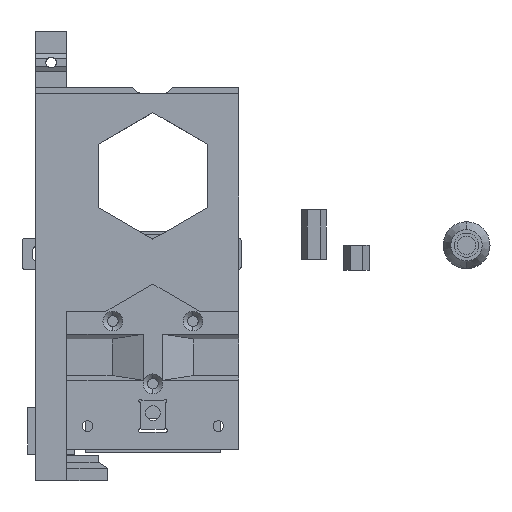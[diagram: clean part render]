
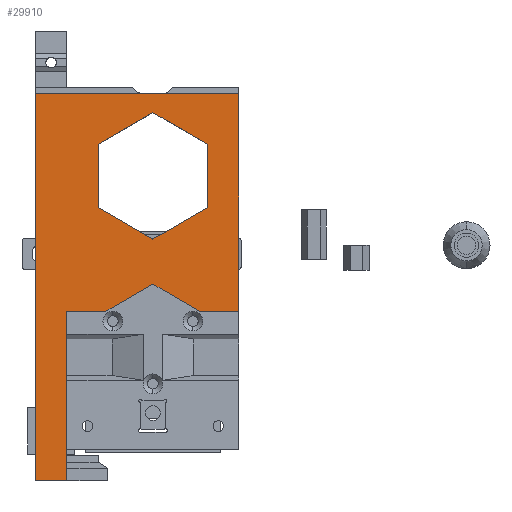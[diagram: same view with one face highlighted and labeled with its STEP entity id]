
A CAD part, front view. The second image highlights one B-rep face of the part: STEP entity #29910.
In plain terms, the highlighted face is planar.
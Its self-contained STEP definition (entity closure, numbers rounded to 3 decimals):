
#340 = CARTESIAN_POINT ( 'NONE',  ( -43.5, 79.85, 65. ) ) ;
#434 = VERTEX_POINT ( 'NONE', #4909 ) ;
#443 = DIRECTION ( 'NONE',  ( 0., -0.5, 0.866 ) ) ;
#660 = CARTESIAN_POINT ( 'NONE',  ( -43.5, -43.75, 0. ) ) ;
#669 = LINE ( 'NONE', #1000, #5215 ) ;
#1000 = CARTESIAN_POINT ( 'NONE',  ( -43.5, 10.41, 10. ) ) ;
#1303 = ORIENTED_EDGE ( 'NONE', *, *, #28774, .T. ) ;
#1338 = CARTESIAN_POINT ( 'NONE',  ( -43.5, 33.75, 10. ) ) ;
#1656 = CARTESIAN_POINT ( 'NONE',  ( -43.5, 19.071, 37.5 ) ) ;
#2234 = EDGE_CURVE ( 'NONE', #29978, #29221, #669, .T. ) ;
#2395 = VECTOR ( 'NONE', #7646, 1000. ) ;
#2575 = VERTEX_POINT ( 'NONE', #22507 ) ;
#2782 = VERTEX_POINT ( 'NONE', #16650 ) ;
#2933 = DIRECTION ( 'NONE',  ( 0., 0.5, -0.866 ) ) ;
#2979 = LINE ( 'NONE', #22758, #20153 ) ;
#3460 = VECTOR ( 'NONE', #443, 1000. ) ;
#3756 = CARTESIAN_POINT ( 'NONE',  ( -43.5, 43.539, 55. ) ) ;
#4307 = LINE ( 'NONE', #26975, #12348 ) ;
#4525 = VERTEX_POINT ( 'NONE', #13026 ) ;
#4880 = VERTEX_POINT ( 'NONE', #1656 ) ;
#4909 = CARTESIAN_POINT ( 'NONE',  ( -43.5, 79.85, 65. ) ) ;
#5058 = LINE ( 'NONE', #7797, #2395 ) ;
#5199 = CARTESIAN_POINT ( 'NONE',  ( -43.5, 10.41, 52.5 ) ) ;
#5215 = VECTOR ( 'NONE', #5705, 1000. ) ;
#5470 = DIRECTION ( 'NONE',  ( 0., 0.5, 0.866 ) ) ;
#5569 = VECTOR ( 'NONE', #12915, 1000. ) ;
#5705 = DIRECTION ( 'NONE',  ( 0., 0., 1. ) ) ;
#6099 = DIRECTION ( 'NONE',  ( 0., -0.5, 0.866 ) ) ;
#6384 = DIRECTION ( 'NONE',  ( 0., -0.5, -0.866 ) ) ;
#6598 = EDGE_CURVE ( 'NONE', #2782, #11104, #25220, .T. ) ;
#6738 = LINE ( 'NONE', #14670, #14075 ) ;
#7178 = VERTEX_POINT ( 'NONE', #23722 ) ;
#7646 = DIRECTION ( 'NONE',  ( 0., 1., 0. ) ) ;
#7797 = CARTESIAN_POINT ( 'NONE',  ( -43.5, 43.539, 20. ) ) ;
#8050 = CARTESIAN_POINT ( 'NONE',  ( -43.5, 10.41, 22.5 ) ) ;
#8637 = EDGE_CURVE ( 'NONE', #27942, #2575, #5058, .T. ) ;
#9083 = VECTOR ( 'NONE', #5470, 1000. ) ;
#9119 = ORIENTED_EDGE ( 'NONE', *, *, #21661, .T. ) ;
#9461 = VECTOR ( 'NONE', #25810, 1000. ) ;
#9549 = CARTESIAN_POINT ( 'NONE',  ( -43.5, 10.41, 10. ) ) ;
#10389 = ORIENTED_EDGE ( 'NONE', *, *, #29761, .T. ) ;
#10809 = LINE ( 'NONE', #8050, #9083 ) ;
#11104 = VERTEX_POINT ( 'NONE', #660 ) ;
#11575 = EDGE_LOOP ( 'NONE', ( #29372, #1303, #18099, #31194, #17420, #23868 ) ) ;
#11624 = VECTOR ( 'NONE', #6384, 1000. ) ;
#11744 = CARTESIAN_POINT ( 'NONE',  ( -43.5, 43.539, 55. ) ) ;
#11776 = CARTESIAN_POINT ( 'NONE',  ( -43.5, 63.746, 20. ) ) ;
#11897 = LINE ( 'NONE', #11744, #11624 ) ;
#12348 = VECTOR ( 'NONE', #2933, 1000. ) ;
#12915 = DIRECTION ( 'NONE',  ( 0., 0., -1. ) ) ;
#13018 = VECTOR ( 'NONE', #21653, 1000. ) ;
#13026 = CARTESIAN_POINT ( 'NONE',  ( -43.5, 79.85, 0. ) ) ;
#14075 = VECTOR ( 'NONE', #31858, 1000. ) ;
#14301 = EDGE_CURVE ( 'NONE', #15449, #27942, #4307, .T. ) ;
#14389 = EDGE_LOOP ( 'NONE', ( #31190, #27362, #9119, #26641, #20924, #30654, #17210, #21461, #10389 ) ) ;
#14670 = CARTESIAN_POINT ( 'NONE',  ( -43.5, 63.746, 55. ) ) ;
#15167 = AXIS2_PLACEMENT_3D ( 'NONE', #1338, #24028, #26445 ) ;
#15449 = VERTEX_POINT ( 'NONE', #21331 ) ;
#15688 = EDGE_CURVE ( 'NONE', #2782, #31676, #2979, .T. ) ;
#16323 = CARTESIAN_POINT ( 'NONE',  ( -43.5, 79.85, 10. ) ) ;
#16548 = EDGE_CURVE ( 'NONE', #434, #4525, #18597, .T. ) ;
#16650 = CARTESIAN_POINT ( 'NONE',  ( -43.5, -43.75, 10. ) ) ;
#17210 = ORIENTED_EDGE ( 'NONE', *, *, #27984, .F. ) ;
#17420 = ORIENTED_EDGE ( 'NONE', *, *, #21686, .T. ) ;
#18099 = ORIENTED_EDGE ( 'NONE', *, *, #28482, .T. ) ;
#18369 = CARTESIAN_POINT ( 'NONE',  ( -43.5, 33.75, 0. ) ) ;
#18597 = LINE ( 'NONE', #16323, #23954 ) ;
#18741 = LINE ( 'NONE', #25860, #28025 ) ;
#19497 = LINE ( 'NONE', #340, #23943 ) ;
#20153 = VECTOR ( 'NONE', #27786, 1000. ) ;
#20924 = ORIENTED_EDGE ( 'NONE', *, *, #24058, .T. ) ;
#21331 = CARTESIAN_POINT ( 'NONE',  ( -43.5, 33.435, 37.5 ) ) ;
#21461 = ORIENTED_EDGE ( 'NONE', *, *, #16548, .T. ) ;
#21653 = DIRECTION ( 'NONE',  ( 0., 0.5, 0.866 ) ) ;
#21661 = EDGE_CURVE ( 'NONE', #31676, #25735, #25830, .T. ) ;
#21686 = EDGE_CURVE ( 'NONE', #22012, #15449, #11897, .T. ) ;
#22012 = VERTEX_POINT ( 'NONE', #3756 ) ;
#22391 = DIRECTION ( 'NONE',  ( 0., -1., 0. ) ) ;
#22507 = CARTESIAN_POINT ( 'NONE',  ( -43.5, 63.746, 20. ) ) ;
#22758 = CARTESIAN_POINT ( 'NONE',  ( -43.5, 10.41, 10. ) ) ;
#22806 = CARTESIAN_POINT ( 'NONE',  ( -43.5, 19.071, 37.5 ) ) ;
#22869 = EDGE_CURVE ( 'NONE', #25735, #4880, #10809, .T. ) ;
#23118 = DIRECTION ( 'NONE',  ( 0., 0., -1. ) ) ;
#23220 = LINE ( 'NONE', #18369, #9461 ) ;
#23398 = DIRECTION ( 'NONE',  ( 0., 0., 1. ) ) ;
#23722 = CARTESIAN_POINT ( 'NONE',  ( -43.5, 73.85, 37.5 ) ) ;
#23868 = ORIENTED_EDGE ( 'NONE', *, *, #14301, .T. ) ;
#23943 = VECTOR ( 'NONE', #22391, 1000. ) ;
#23954 = VECTOR ( 'NONE', #23118, 1000. ) ;
#24028 = DIRECTION ( 'NONE',  ( 1., 0., 0. ) ) ;
#24058 = EDGE_CURVE ( 'NONE', #4880, #29978, #30104, .T. ) ;
#24982 = CARTESIAN_POINT ( 'NONE',  ( -43.5, 10.41, 65. ) ) ;
#25220 = LINE ( 'NONE', #32052, #5569 ) ;
#25735 = VERTEX_POINT ( 'NONE', #26218 ) ;
#25810 = DIRECTION ( 'NONE',  ( 0., -1., 0. ) ) ;
#25830 = LINE ( 'NONE', #27943, #27125 ) ;
#25860 = CARTESIAN_POINT ( 'NONE',  ( -43.5, 73.85, 37.5 ) ) ;
#26218 = CARTESIAN_POINT ( 'NONE',  ( -43.5, 10.41, 22.5 ) ) ;
#26445 = DIRECTION ( 'NONE',  ( 0., 1., 0. ) ) ;
#26641 = ORIENTED_EDGE ( 'NONE', *, *, #22869, .T. ) ;
#26975 = CARTESIAN_POINT ( 'NONE',  ( -43.5, 33.435, 37.5 ) ) ;
#27125 = VECTOR ( 'NONE', #23398, 1000. ) ;
#27177 = CARTESIAN_POINT ( 'NONE',  ( -43.5, 63.746, 55. ) ) ;
#27362 = ORIENTED_EDGE ( 'NONE', *, *, #15688, .T. ) ;
#27786 = DIRECTION ( 'NONE',  ( 0., 1., 0. ) ) ;
#27942 = VERTEX_POINT ( 'NONE', #31647 ) ;
#27943 = CARTESIAN_POINT ( 'NONE',  ( -43.5, 10.41, 10. ) ) ;
#27984 = EDGE_CURVE ( 'NONE', #434, #29221, #19497, .T. ) ;
#28025 = VECTOR ( 'NONE', #6099, 1000. ) ;
#28482 = EDGE_CURVE ( 'NONE', #7178, #32041, #18741, .T. ) ;
#28677 = EDGE_CURVE ( 'NONE', #32041, #22012, #6738, .T. ) ;
#28739 = PLANE ( 'NONE',  #15167 ) ;
#28774 = EDGE_CURVE ( 'NONE', #2575, #7178, #31385, .T. ) ;
#29221 = VERTEX_POINT ( 'NONE', #24982 ) ;
#29372 = ORIENTED_EDGE ( 'NONE', *, *, #8637, .T. ) ;
#29761 = EDGE_CURVE ( 'NONE', #4525, #11104, #23220, .T. ) ;
#29910 = ADVANCED_FACE ( 'NONE', ( #31332, #31012 ), #28739, .F. ) ;
#29978 = VERTEX_POINT ( 'NONE', #5199 ) ;
#30104 = LINE ( 'NONE', #22806, #3460 ) ;
#30654 = ORIENTED_EDGE ( 'NONE', *, *, #2234, .T. ) ;
#31012 = FACE_OUTER_BOUND ( 'NONE', #14389, .T. ) ;
#31190 = ORIENTED_EDGE ( 'NONE', *, *, #6598, .F. ) ;
#31194 = ORIENTED_EDGE ( 'NONE', *, *, #28677, .T. ) ;
#31332 = FACE_BOUND ( 'NONE', #11575, .T. ) ;
#31385 = LINE ( 'NONE', #11776, #13018 ) ;
#31647 = CARTESIAN_POINT ( 'NONE',  ( -43.5, 43.539, 20. ) ) ;
#31676 = VERTEX_POINT ( 'NONE', #9549 ) ;
#31858 = DIRECTION ( 'NONE',  ( 0., -1., 0. ) ) ;
#32041 = VERTEX_POINT ( 'NONE', #27177 ) ;
#32052 = CARTESIAN_POINT ( 'NONE',  ( -43.5, -43.75, 10. ) ) ;
